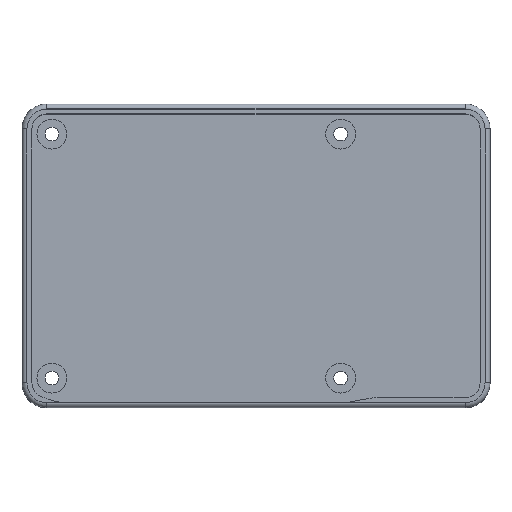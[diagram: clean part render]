
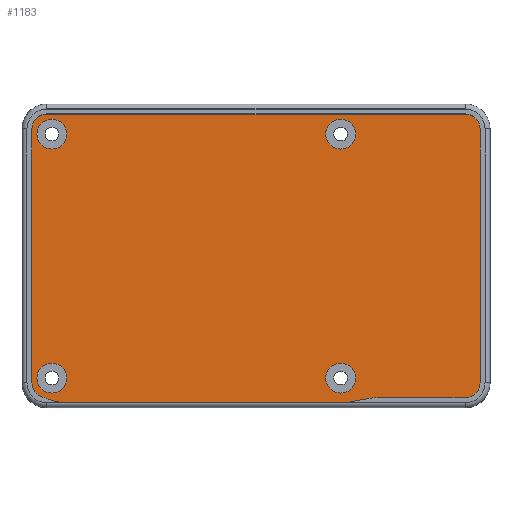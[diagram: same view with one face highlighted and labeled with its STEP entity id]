
A CAD part, top view. The second image highlights one B-rep face of the part: STEP entity #1183.
In plain terms, the highlighted planar face has unit normal (0, 0, 1).
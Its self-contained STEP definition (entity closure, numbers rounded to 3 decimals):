
#23=FACE_BOUND('',#250,.T.);
#24=FACE_BOUND('',#251,.T.);
#25=FACE_BOUND('',#252,.T.);
#26=FACE_BOUND('',#253,.T.);
#58=CIRCLE('',#1251,2.);
#59=CIRCLE('',#1256,2.);
#61=CIRCLE('',#1260,10.);
#73=CIRCLE('',#1275,10.);
#74=CIRCLE('',#1278,10.);
#75=CIRCLE('',#1280,10.);
#76=CIRCLE('',#1282,3.);
#77=CIRCLE('',#1283,3.);
#78=CIRCLE('',#1284,3.);
#79=CIRCLE('',#1285,3.);
#80=CIRCLE('',#1286,3.);
#81=CIRCLE('',#1287,3.);
#82=CIRCLE('',#1288,3.);
#83=CIRCLE('',#1289,3.);
#141=PLANE('',#1281);
#173=FACE_OUTER_BOUND('',#249,.T.);
#249=EDGE_LOOP('',(#880,#881,#882,#883,#884,#885,#886,#887,#888,#889,#890,
#891,#892,#893,#894,#895,#896,#897));
#250=EDGE_LOOP('',(#898));
#251=EDGE_LOOP('',(#899));
#252=EDGE_LOOP('',(#900));
#253=EDGE_LOOP('',(#901));
#341=LINE('',#1830,#422);
#354=LINE('',#1878,#435);
#358=LINE('',#1885,#439);
#370=LINE('',#1936,#451);
#380=LINE('',#1966,#461);
#385=LINE('',#1981,#466);
#386=LINE('',#1985,#467);
#387=LINE('',#1989,#468);
#422=VECTOR('',#1412,20.036);
#435=VECTOR('',#1443,14.445);
#439=VECTOR('',#1447,16.555);
#451=VECTOR('',#1491,4.009);
#461=VECTOR('',#1507,54.906);
#466=VECTOR('',#1524,17.629);
#467=VECTOR('',#1527,51.);
#468=VECTOR('',#1530,84.);
#508=VERTEX_POINT('',#1814);
#509=VERTEX_POINT('',#1829);
#517=VERTEX_POINT('',#1863);
#520=VERTEX_POINT('',#1873);
#521=VERTEX_POINT('',#1877);
#524=VERTEX_POINT('',#1883);
#527=VERTEX_POINT('',#1890);
#528=VERTEX_POINT('',#1892);
#547=VERTEX_POINT('',#1935);
#548=VERTEX_POINT('',#1939);
#549=VERTEX_POINT('',#1940);
#556=VERTEX_POINT('',#1964);
#559=VERTEX_POINT('',#1973);
#560=VERTEX_POINT('',#1980);
#561=VERTEX_POINT('',#1982);
#562=VERTEX_POINT('',#1984);
#563=VERTEX_POINT('',#1986);
#564=VERTEX_POINT('',#1988);
#565=VERTEX_POINT('',#1991);
#566=VERTEX_POINT('',#1993);
#567=VERTEX_POINT('',#1995);
#568=VERTEX_POINT('',#1997);
#620=EDGE_CURVE('',#508,#509,#341,.T.);
#632=EDGE_CURVE('',#517,#508,#58,.F.);
#636=EDGE_CURVE('',#509,#520,#59,.F.);
#638=EDGE_CURVE('',#521,#520,#354,.F.);
#642=EDGE_CURVE('',#517,#524,#358,.F.);
#645=EDGE_CURVE('',#527,#528,#61,.F.);
#667=EDGE_CURVE('',#528,#547,#370,.T.);
#669=EDGE_CURVE('',#548,#549,#73,.T.);
#680=EDGE_CURVE('',#556,#549,#380,.T.);
#684=EDGE_CURVE('',#548,#559,#74,.F.);
#686=EDGE_CURVE('',#556,#547,#75,.T.);
#687=EDGE_CURVE('',#524,#559,#76,.T.);
#688=EDGE_CURVE('',#527,#560,#385,.F.);
#689=EDGE_CURVE('',#560,#561,#77,.T.);
#690=EDGE_CURVE('',#561,#562,#386,.F.);
#691=EDGE_CURVE('',#562,#563,#78,.T.);
#692=EDGE_CURVE('',#563,#564,#387,.F.);
#693=EDGE_CURVE('',#564,#521,#79,.T.);
#694=EDGE_CURVE('',#565,#565,#80,.T.);
#695=EDGE_CURVE('',#566,#566,#81,.T.);
#696=EDGE_CURVE('',#567,#567,#82,.T.);
#697=EDGE_CURVE('',#568,#568,#83,.T.);
#880=ORIENTED_EDGE('',*,*,#620,.F.);
#881=ORIENTED_EDGE('',*,*,#632,.F.);
#882=ORIENTED_EDGE('',*,*,#642,.T.);
#883=ORIENTED_EDGE('',*,*,#687,.T.);
#884=ORIENTED_EDGE('',*,*,#684,.F.);
#885=ORIENTED_EDGE('',*,*,#669,.T.);
#886=ORIENTED_EDGE('',*,*,#680,.F.);
#887=ORIENTED_EDGE('',*,*,#686,.T.);
#888=ORIENTED_EDGE('',*,*,#667,.F.);
#889=ORIENTED_EDGE('',*,*,#645,.F.);
#890=ORIENTED_EDGE('',*,*,#688,.T.);
#891=ORIENTED_EDGE('',*,*,#689,.T.);
#892=ORIENTED_EDGE('',*,*,#690,.T.);
#893=ORIENTED_EDGE('',*,*,#691,.T.);
#894=ORIENTED_EDGE('',*,*,#692,.T.);
#895=ORIENTED_EDGE('',*,*,#693,.T.);
#896=ORIENTED_EDGE('',*,*,#638,.T.);
#897=ORIENTED_EDGE('',*,*,#636,.F.);
#898=ORIENTED_EDGE('',*,*,#694,.T.);
#899=ORIENTED_EDGE('',*,*,#695,.T.);
#900=ORIENTED_EDGE('',*,*,#696,.T.);
#901=ORIENTED_EDGE('',*,*,#697,.T.);
#1183=ADVANCED_FACE('',(#173,#23,#24,#25,#26),#141,.T.);
#1251=AXIS2_PLACEMENT_3D('',#1866,#1427,#1428);
#1256=AXIS2_PLACEMENT_3D('',#1874,#1438,#1439);
#1260=AXIS2_PLACEMENT_3D('',#1893,#1453,#1454);
#1275=AXIS2_PLACEMENT_3D('',#1941,#1495,#1496);
#1278=AXIS2_PLACEMENT_3D('',#1974,#1513,#1514);
#1280=AXIS2_PLACEMENT_3D('',#1977,#1518,#1519);
#1281=AXIS2_PLACEMENT_3D('',#1978,#1520,#1521);
#1282=AXIS2_PLACEMENT_3D('',#1979,#1522,#1523);
#1283=AXIS2_PLACEMENT_3D('',#1983,#1525,#1526);
#1284=AXIS2_PLACEMENT_3D('',#1987,#1528,#1529);
#1285=AXIS2_PLACEMENT_3D('',#1990,#1531,#1532);
#1286=AXIS2_PLACEMENT_3D('',#1992,#1533,#1534);
#1287=AXIS2_PLACEMENT_3D('',#1994,#1535,#1536);
#1288=AXIS2_PLACEMENT_3D('',#1996,#1537,#1538);
#1289=AXIS2_PLACEMENT_3D('',#1998,#1539,#1540);
#1412=DIRECTION('',(0.,1.,0.));
#1427=DIRECTION('center_axis',(0.,0.,-1.));
#1428=DIRECTION('ref_axis',(-0.707,0.707,0.));
#1438=DIRECTION('center_axis',(0.,0.,-1.));
#1439=DIRECTION('ref_axis',(-0.707,-0.707,0.));
#1443=DIRECTION('',(0.,1.,0.));
#1447=DIRECTION('',(0.,1.,0.));
#1453=DIRECTION('center_axis',(0.,0.,-1.));
#1454=DIRECTION('ref_axis',(-0.087,0.996,0.));
#1491=DIRECTION('',(-0.985,-0.174,0.));
#1495=DIRECTION('center_axis',(0.,0.,1.));
#1496=DIRECTION('ref_axis',(0.,1.,0.));
#1507=DIRECTION('',(-1.,0.,0.));
#1513=DIRECTION('center_axis',(0.,0.,-1.));
#1514=DIRECTION('ref_axis',(0.388,0.921,0.));
#1518=DIRECTION('center_axis',(0.,0.,1.));
#1519=DIRECTION('ref_axis',(0.087,-0.996,0.));
#1520=DIRECTION('center_axis',(0.,0.,1.));
#1521=DIRECTION('ref_axis',(1.,0.,0.));
#1522=DIRECTION('center_axis',(0.,0.,1.));
#1523=DIRECTION('ref_axis',(-0.707,-0.707,0.));
#1524=DIRECTION('',(-1.,0.,0.));
#1525=DIRECTION('center_axis',(0.,0.,1.));
#1526=DIRECTION('ref_axis',(0.707,-0.707,0.));
#1527=DIRECTION('',(0.,-1.,0.));
#1528=DIRECTION('center_axis',(0.,0.,1.));
#1529=DIRECTION('ref_axis',(0.707,0.707,0.));
#1530=DIRECTION('',(1.,0.,0.));
#1531=DIRECTION('center_axis',(0.,0.,1.));
#1532=DIRECTION('ref_axis',(-0.707,0.707,0.));
#1533=DIRECTION('center_axis',(0.,0.,-1.));
#1534=DIRECTION('ref_axis',(-1.,0.,0.));
#1535=DIRECTION('center_axis',(0.,0.,-1.));
#1536=DIRECTION('ref_axis',(-1.,0.,0.));
#1537=DIRECTION('center_axis',(0.,0.,-1.));
#1538=DIRECTION('ref_axis',(-1.,0.,0.));
#1539=DIRECTION('center_axis',(0.,0.,-1.));
#1540=DIRECTION('ref_axis',(-1.,0.,0.));
#1814=CARTESIAN_POINT('',(1.732,21.537,2.));
#1829=CARTESIAN_POINT('',(1.732,41.573,2.));
#1830=CARTESIAN_POINT('',(1.732,45.75,2.));
#1863=CARTESIAN_POINT('',(2.,21.555,2.));
#1866=CARTESIAN_POINT('Origin',(2.,19.555,2.));
#1873=CARTESIAN_POINT('',(2.,41.555,2.));
#1874=CARTESIAN_POINT('Origin',(2.,43.555,2.));
#1877=CARTESIAN_POINT('',(2.,56.,2.));
#1878=CARTESIAN_POINT('',(2.,45.75,2.));
#1883=CARTESIAN_POINT('',(2.,5.,2.));
#1885=CARTESIAN_POINT('',(2.,45.75,2.));
#1890=CARTESIAN_POINT('',(71.371,2.,2.));
#1892=CARTESIAN_POINT('',(69.634,1.848,2.));
#1893=CARTESIAN_POINT('Origin',(71.371,-8.,2.));
#1935=CARTESIAN_POINT('',(65.686,1.152,2.));
#1936=CARTESIAN_POINT('',(54.573,-0.808,2.));
#1939=CARTESIAN_POINT('',(5.261,1.743,2.));
#1940=CARTESIAN_POINT('',(9.044,1.,2.));
#1941=CARTESIAN_POINT('Origin',(9.044,11.,2.));
#1964=CARTESIAN_POINT('',(63.949,1.,2.));
#1966=CARTESIAN_POINT('',(51.286,1.,2.));
#1973=CARTESIAN_POINT('',(4.187,2.112,2.));
#1974=CARTESIAN_POINT('Origin',(1.479,-7.514,2.));
#1977=CARTESIAN_POINT('Origin',(63.949,11.,2.));
#1978=CARTESIAN_POINT('Origin',(47.,30.5,2.));
#1979=CARTESIAN_POINT('Origin',(5.,5.,2.));
#1980=CARTESIAN_POINT('',(89.,2.,2.));
#1981=CARTESIAN_POINT('',(23.5,2.,2.));
#1982=CARTESIAN_POINT('',(92.,5.,2.));
#1983=CARTESIAN_POINT('Origin',(89.,5.,2.));
#1984=CARTESIAN_POINT('',(92.,56.,2.));
#1985=CARTESIAN_POINT('',(92.,15.25,2.));
#1986=CARTESIAN_POINT('',(89.,59.,2.));
#1987=CARTESIAN_POINT('Origin',(89.,56.,2.));
#1988=CARTESIAN_POINT('',(5.,59.,2.));
#1989=CARTESIAN_POINT('',(70.5,59.,2.));
#1990=CARTESIAN_POINT('Origin',(5.,56.,2.));
#1991=CARTESIAN_POINT('',(67.,6.,2.));
#1992=CARTESIAN_POINT('Origin',(64.,6.,2.));
#1993=CARTESIAN_POINT('',(9.,6.,2.));
#1994=CARTESIAN_POINT('Origin',(6.,6.,2.));
#1995=CARTESIAN_POINT('',(9.,55.,2.));
#1996=CARTESIAN_POINT('Origin',(6.,55.,2.));
#1997=CARTESIAN_POINT('',(67.,55.,2.));
#1998=CARTESIAN_POINT('Origin',(64.,55.,2.));
